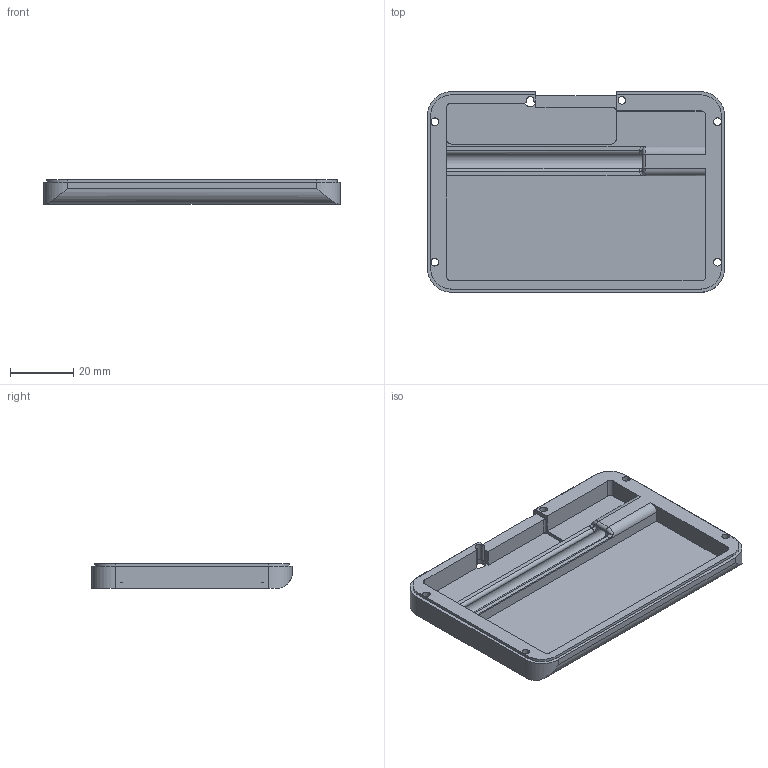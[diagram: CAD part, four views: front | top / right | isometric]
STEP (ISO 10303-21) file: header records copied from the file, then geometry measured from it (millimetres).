
FILE_DESCRIPTION(/* description */ (''),/* implementation_level */ '2;1');
FILE_NAME(/* name */ 'SCREEN_BASE_V01_WIP.step',/* time_stamp */ '2023-01-20T19:16:45+01:00',/* author */ (''),/* organization */ (''),/* preprocessor_version */ 'ST-DEVELOPER v19.2',/* originating_system */ 'Autodesk Translation Framework v11.17.0.187',/* authorisation */ '');
FILE_SCHEMA (('AUTOMOTIVE_DESIGN { 1 0 10303 214 3 1 1 }'));
Length unit declared in the file: millimetre
Products named in the file (1): SCREEN_BASE_V01_WIP_PR
Bounding box: 94 x 63.5 x 7.9 mm (x, y, z)
Volume: 19298.9 mm3; surface area: 17389.3 mm2
Topology: 1 solids, 1 shells, 106 faces, 290 edges, 184 vertices
Faces by surface type: plane 50, cylinder 41, bspline 8, torus 7
Full cylindrical faces by diameter (mm): 1.5 x1, 2.4 x5, 4 x6, 5.2 x1
Entity records: 4429 total; most frequent: CARTESIAN_POINT 1686, ORIENTED_EDGE 572, DIRECTION 558, EDGE_CURVE 286, AXIS2_PLACEMENT_3D 201, VERTEX_POINT 184, LINE 156, VECTOR 156
